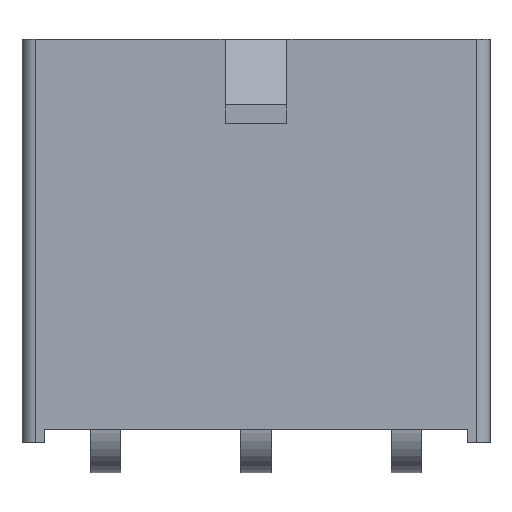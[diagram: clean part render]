
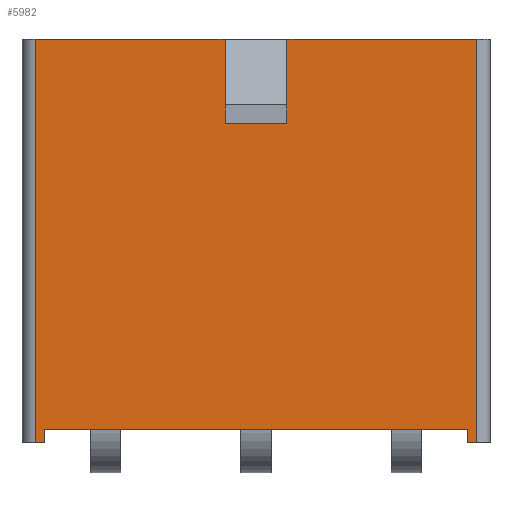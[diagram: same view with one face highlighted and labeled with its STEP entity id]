
A CAD part, top view. The second image highlights one B-rep face of the part: STEP entity #5982.
In plain terms, the highlighted planar face has unit normal (0, 0, 1).
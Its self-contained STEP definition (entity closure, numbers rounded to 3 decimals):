
#446=ORIENTED_EDGE('',*,*,#1431,.F.);
#447=ORIENTED_EDGE('',*,*,#1554,.T.);
#448=ORIENTED_EDGE('',*,*,#1555,.T.);
#449=ORIENTED_EDGE('',*,*,#1556,.T.);
#450=ORIENTED_EDGE('',*,*,#1489,.F.);
#451=ORIENTED_EDGE('',*,*,#1557,.F.);
#452=ORIENTED_EDGE('',*,*,#1558,.F.);
#453=ORIENTED_EDGE('',*,*,#1559,.T.);
#454=ORIENTED_EDGE('',*,*,#1487,.F.);
#455=ORIENTED_EDGE('',*,*,#1560,.F.);
#456=ORIENTED_EDGE('',*,*,#1561,.T.);
#457=ORIENTED_EDGE('',*,*,#1562,.F.);
#1431=EDGE_CURVE('',#2025,#2026,#2409,.T.);
#1487=EDGE_CURVE('',#2063,#2064,#2458,.T.);
#1489=EDGE_CURVE('',#2065,#2066,#2460,.T.);
#1554=EDGE_CURVE('',#2025,#2105,#2519,.T.);
#1555=EDGE_CURVE('',#2105,#2106,#2520,.T.);
#1556=EDGE_CURVE('',#2106,#2066,#2521,.T.);
#1557=EDGE_CURVE('',#2107,#2065,#2522,.T.);
#1558=EDGE_CURVE('',#2108,#2107,#2523,.T.);
#1559=EDGE_CURVE('',#2108,#2064,#2524,.T.);
#1560=EDGE_CURVE('',#2109,#2063,#2525,.T.);
#1561=EDGE_CURVE('',#2109,#2110,#2526,.T.);
#1562=EDGE_CURVE('',#2026,#2110,#2527,.T.);
#2025=VERTEX_POINT('',#7879);
#2026=VERTEX_POINT('',#7881);
#2063=VERTEX_POINT('',#7985);
#2064=VERTEX_POINT('',#7987);
#2065=VERTEX_POINT('',#7989);
#2066=VERTEX_POINT('',#7991);
#2105=VERTEX_POINT('',#8118);
#2106=VERTEX_POINT('',#8122);
#2107=VERTEX_POINT('',#8125);
#2108=VERTEX_POINT('',#8127);
#2109=VERTEX_POINT('',#8130);
#2110=VERTEX_POINT('',#8132);
#2409=LINE('',#7880,#2975);
#2458=LINE('',#7986,#3024);
#2460=LINE('',#7990,#3026);
#2519=LINE('',#8119,#3085);
#2520=LINE('',#8121,#3086);
#2521=LINE('',#8123,#3087);
#2522=LINE('',#8124,#3088);
#2523=LINE('',#8126,#3089);
#2524=LINE('',#8128,#3090);
#2525=LINE('',#8129,#3091);
#2526=LINE('',#8131,#3092);
#2527=LINE('',#8133,#3093);
#2975=VECTOR('',#6645,1000.);
#3024=VECTOR('',#6732,1000.);
#3026=VECTOR('',#6734,1000.);
#3085=VECTOR('',#6853,1000.);
#3086=VECTOR('',#6856,1000.);
#3087=VECTOR('',#6857,1000.);
#3088=VECTOR('',#6858,1000.);
#3089=VECTOR('',#6859,1000.);
#3090=VECTOR('',#6860,1000.);
#3091=VECTOR('',#6861,1000.);
#3092=VECTOR('',#6862,1000.);
#3093=VECTOR('',#6863,1000.);
#3494=EDGE_LOOP('',(#446,#447,#448,#449,#450,#451,#452,#453,#454,#455,#456,
#457));
#3758=FACE_BOUND('',#3494,.T.);
#4003=PLANE('',#6261);
#5982=ADVANCED_FACE('',(#3758),#4003,.F.);
#6261=AXIS2_PLACEMENT_3D('',#8120,#6854,#6855);
#6645=DIRECTION('',(1.,0.,0.));
#6732=DIRECTION('',(-1.,0.,0.));
#6734=DIRECTION('',(-1.,0.,0.));
#6853=DIRECTION('',(0.,1.,0.));
#6854=DIRECTION('',(0.,0.,-1.));
#6855=DIRECTION('',(-1.,0.,0.));
#6856=DIRECTION('',(-1.,0.,0.));
#6857=DIRECTION('',(0.,-1.,0.));
#6858=DIRECTION('',(0.,-1.,0.));
#6859=DIRECTION('',(-1.,0.,0.));
#6860=DIRECTION('',(0.,-1.,0.));
#6861=DIRECTION('',(0.,-1.,0.));
#6862=DIRECTION('',(-1.,0.,0.));
#6863=DIRECTION('',(0.,1.,0.));
#7879=CARTESIAN_POINT('',(-8.025,7.15,3.4));
#7880=CARTESIAN_POINT('',(-8.025,7.15,3.4));
#7881=CARTESIAN_POINT('',(8.025,7.15,3.4));
#7985=CARTESIAN_POINT('',(8.375,-7.65,3.4));
#7986=CARTESIAN_POINT('',(8.875,-7.65,3.4));
#7987=CARTESIAN_POINT('',(1.175,-7.65,3.4));
#7989=CARTESIAN_POINT('',(-1.175,-7.65,3.4));
#7990=CARTESIAN_POINT('',(8.875,-7.65,3.4));
#7991=CARTESIAN_POINT('',(-8.375,-7.65,3.4));
#8118=CARTESIAN_POINT('',(-8.025,7.65,3.4));
#8119=CARTESIAN_POINT('',(-8.025,7.15,3.4));
#8120=CARTESIAN_POINT('',(8.875,7.65,3.4));
#8121=CARTESIAN_POINT('',(8.875,7.65,3.4));
#8122=CARTESIAN_POINT('',(-8.375,7.65,3.4));
#8123=CARTESIAN_POINT('',(-8.375,7.65,3.4));
#8124=CARTESIAN_POINT('',(-1.175,-4.65,3.4));
#8125=CARTESIAN_POINT('',(-1.175,-4.65,3.4));
#8126=CARTESIAN_POINT('',(1.175,-4.65,3.4));
#8127=CARTESIAN_POINT('',(1.175,-4.65,3.4));
#8128=CARTESIAN_POINT('',(1.175,-4.65,3.4));
#8129=CARTESIAN_POINT('',(8.375,7.65,3.4));
#8130=CARTESIAN_POINT('',(8.375,7.65,3.4));
#8131=CARTESIAN_POINT('',(8.875,7.65,3.4));
#8132=CARTESIAN_POINT('',(8.025,7.65,3.4));
#8133=CARTESIAN_POINT('',(8.025,7.15,3.4));
